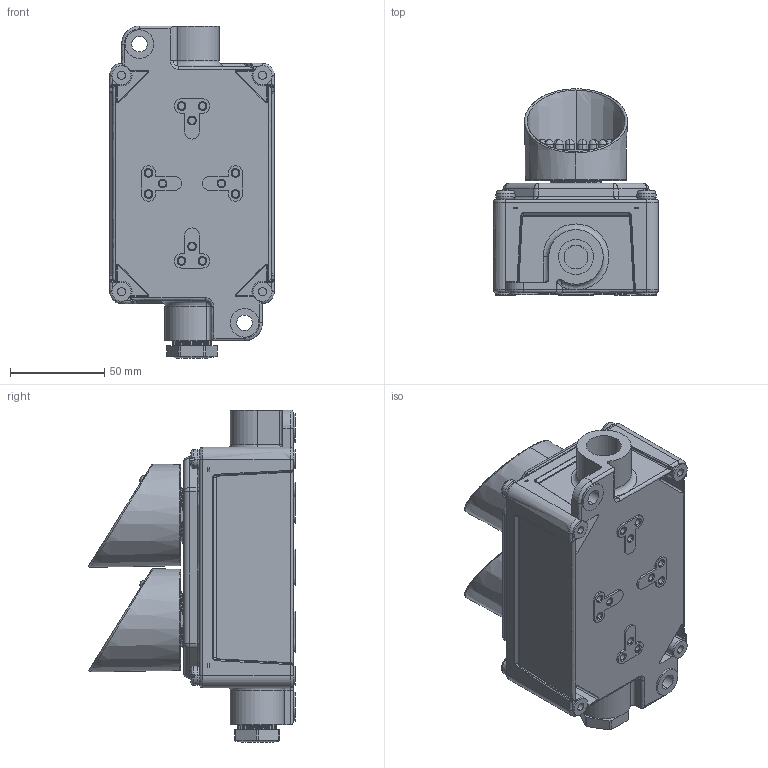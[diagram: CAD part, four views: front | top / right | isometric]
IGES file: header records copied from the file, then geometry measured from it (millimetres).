
Start section:  PTC IGES file: 148788.igs
Global section: file name: 148788.igs; native system: Pro/ENGINEER by Parametric Technology Corporation; preprocessor: 2009141; author: banengservice; organization: Unknown; date: 20100426.121101; units: inch
Bounding box: 87.63 x 109.55 x 176.43 mm (x, y, z)
Volume: 225206.1 mm3; surface area: 176561.3 mm2
Topology: 5 solids, 5 shells, 3368 faces, 8982 edges, 5636 vertices
Faces by surface type: bspline 2112, revolution 1256
